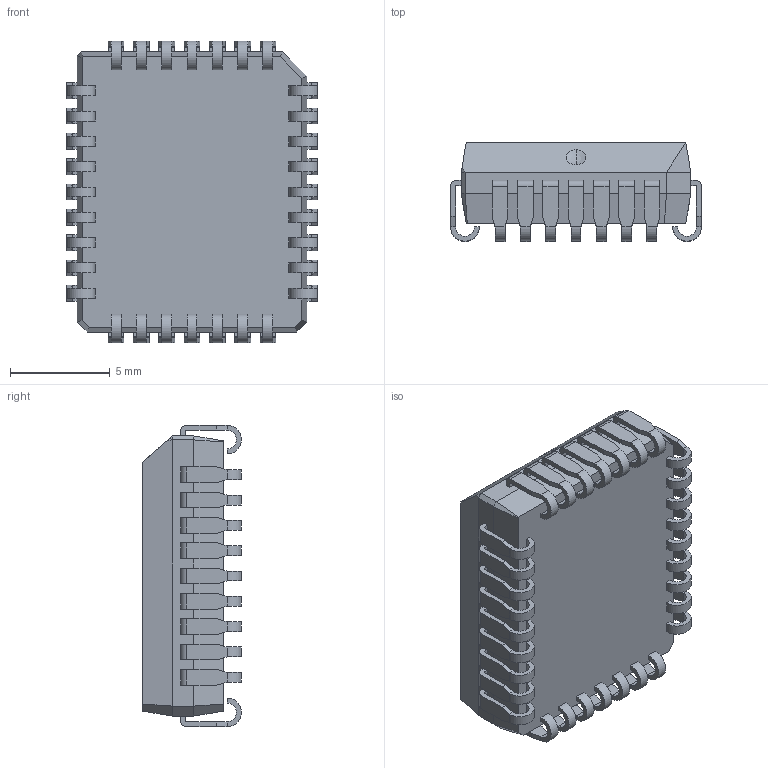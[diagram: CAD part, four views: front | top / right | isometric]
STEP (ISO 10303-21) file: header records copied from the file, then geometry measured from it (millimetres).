
FILE_DESCRIPTION(('STEP AP242'),'1');
FILE_NAME('plcc32_p1-27_l14-05_w11-51.step','2022-02-01T14:09:58',(' '),(' '),'Spatial InterOp 3D',' ',' ');
FILE_SCHEMA(('AP242_MANAGED_MODEL_BASED_3D_ENGINEERING_MIM_LF {1 0 10303 442 1 1 4}'));
Length unit declared in the file: metre
Products named in the file (1): Solid1
Bounding box: 12.58 x 4.96 x 15.12 mm (x, y, z)
Volume: 648.7 mm3; surface area: 744.4 mm2
Topology: 1 solids, 1 shells, 508 faces, 1277 edges, 802 vertices
Faces by surface type: plane 378, cylinder 128, sphere 2
Entity records: 21541 total; most frequent: CARTESIAN_POINT 2586, DIRECTION 2553, ORIENTED_EDGE 2550, STYLED_ITEM 1302, PRESENTATION_STYLE_ASSIGNMENT 1302, COLOUR_RGB 1302, EDGE_CURVE 1275, CURVE_STYLE 1273
